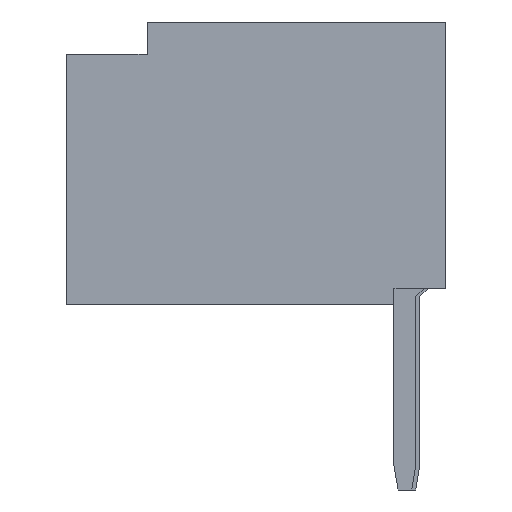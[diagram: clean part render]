
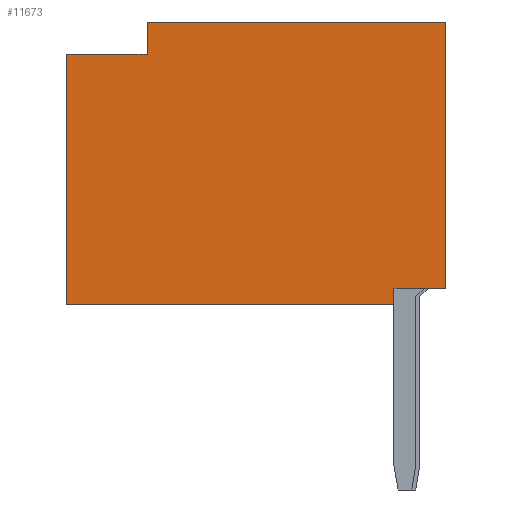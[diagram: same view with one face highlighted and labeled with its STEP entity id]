
A CAD part, left-side view. The second image highlights one B-rep face of the part: STEP entity #11673.
In plain terms, the highlighted planar face has unit normal (-1, 0, 0).
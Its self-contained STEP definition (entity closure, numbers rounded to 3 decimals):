
#950=ORIENTED_EDGE('',*,*,#3135,.F.);
#951=ORIENTED_EDGE('',*,*,#3257,.T.);
#952=ORIENTED_EDGE('',*,*,#3318,.T.);
#953=ORIENTED_EDGE('',*,*,#3319,.T.);
#954=ORIENTED_EDGE('',*,*,#3269,.F.);
#955=ORIENTED_EDGE('',*,*,#3264,.T.);
#956=ORIENTED_EDGE('',*,*,#3316,.T.);
#957=ORIENTED_EDGE('',*,*,#3320,.T.);
#3135=EDGE_CURVE('',#4376,#4377,#5146,.T.);
#3257=EDGE_CURVE('',#4376,#4439,#5268,.T.);
#3264=EDGE_CURVE('',#4444,#4443,#5275,.T.);
#3269=EDGE_CURVE('',#4444,#4446,#5280,.T.);
#3316=EDGE_CURVE('',#4443,#4476,#5327,.T.);
#3318=EDGE_CURVE('',#4439,#4477,#5329,.T.);
#3319=EDGE_CURVE('',#4477,#4446,#5330,.T.);
#3320=EDGE_CURVE('',#4476,#4377,#5331,.T.);
#4376=VERTEX_POINT('',#15381);
#4377=VERTEX_POINT('',#15383);
#4439=VERTEX_POINT('',#15601);
#4443=VERTEX_POINT('',#15614);
#4444=VERTEX_POINT('',#15616);
#4446=VERTEX_POINT('',#15621);
#4476=VERTEX_POINT('',#15717);
#4477=VERTEX_POINT('',#15723);
#5146=LINE('',#15382,#6107);
#5268=LINE('',#15602,#6229);
#5275=LINE('',#15615,#6236);
#5280=LINE('',#15625,#6241);
#5327=LINE('',#15718,#6288);
#5329=LINE('',#15722,#6290);
#5330=LINE('',#15724,#6291);
#5331=LINE('',#15725,#6292);
#6107=VECTOR('',#12980,1000.);
#6229=VECTOR('',#13172,1000.);
#6236=VECTOR('',#13183,1000.);
#6241=VECTOR('',#13190,1000.);
#6288=VECTOR('',#13271,1000.);
#6290=VECTOR('',#13277,1000.);
#6291=VECTOR('',#13278,1000.);
#6292=VECTOR('',#13279,1000.);
#6973=EDGE_LOOP('',(#950,#951,#952,#953,#954,#955,#956,#957));
#7470=FACE_BOUND('',#6973,.T.);
#7967=PLANE('',#12163);
#11673=ADVANCED_FACE('',(#7470),#7967,.T.);
#12163=AXIS2_PLACEMENT_3D('',#15721,#13275,#13276);
#12980=DIRECTION('',(0.,1.,0.));
#13172=DIRECTION('',(0.,0.,-1.));
#13183=DIRECTION('',(0.,0.,1.));
#13190=DIRECTION('',(0.,-1.,0.));
#13271=DIRECTION('',(0.,1.,0.));
#13275=DIRECTION('',(-1.,0.,0.));
#13276=DIRECTION('',(0.,0.,1.));
#13277=DIRECTION('',(0.,-1.,0.));
#13278=DIRECTION('',(0.,0.,1.));
#13279=DIRECTION('',(0.,0.,-1.));
#15381=CARTESIAN_POINT('',(-7.125,1.55,-1.71));
#15382=CARTESIAN_POINT('',(-7.125,1.55,-1.71));
#15383=CARTESIAN_POINT('',(-7.125,1.75,-1.71));
#15601=CARTESIAN_POINT('',(-7.125,1.55,-2.35));
#15602=CARTESIAN_POINT('',(-7.125,1.55,-1.81));
#15614=CARTESIAN_POINT('',(-7.125,-1.35,2.35));
#15615=CARTESIAN_POINT('',(-7.125,-1.35,1.35));
#15616=CARTESIAN_POINT('',(-7.125,-1.35,1.35));
#15621=CARTESIAN_POINT('',(-7.125,-1.75,1.35));
#15625=CARTESIAN_POINT('',(-7.125,-1.35,1.35));
#15717=CARTESIAN_POINT('',(-7.125,1.75,2.35));
#15718=CARTESIAN_POINT('',(-7.125,-1.75,2.35));
#15721=CARTESIAN_POINT('',(-7.125,0.,0.));
#15722=CARTESIAN_POINT('',(-7.125,1.75,-2.35));
#15723=CARTESIAN_POINT('',(-7.125,-1.75,-2.35));
#15724=CARTESIAN_POINT('',(-7.125,-1.75,-2.35));
#15725=CARTESIAN_POINT('',(-7.125,1.75,2.35));
